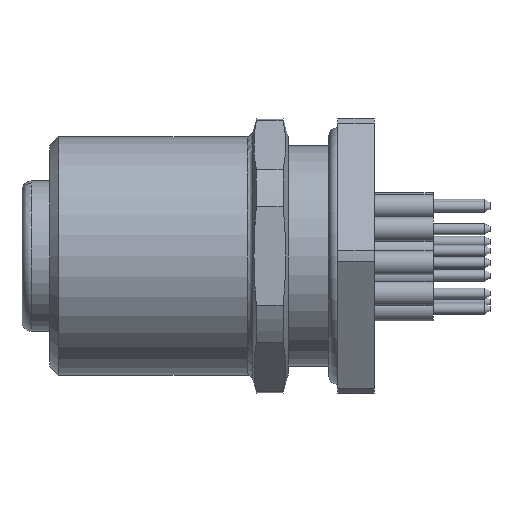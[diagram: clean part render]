
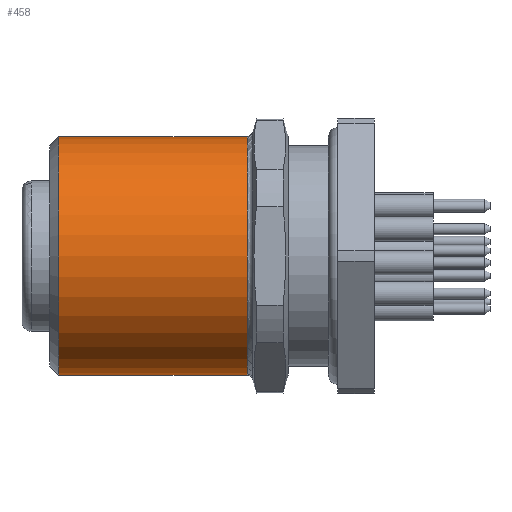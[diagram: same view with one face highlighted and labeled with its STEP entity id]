
A CAD part, front view. The second image highlights one B-rep face of the part: STEP entity #458.
In plain terms, the highlighted cylindrical face has radius 6.5 mm (diameter 13 mm), a full revolution.
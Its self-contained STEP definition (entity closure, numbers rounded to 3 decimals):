
#288=FACE_BOUND('',#776,.T.);
#289=FACE_BOUND('',#777,.T.);
#458=ADVANCED_FACE('',(#288,#289),#550,.T.);
#550=CYLINDRICAL_SURFACE('',#2038,6.5);
#776=EDGE_LOOP('',(#1260));
#777=EDGE_LOOP('',(#1261));
#962=CIRCLE('',#2036,6.5);
#963=CIRCLE('',#2037,6.5);
#1260=ORIENTED_EDGE('',*,*,#1708,.T.);
#1261=ORIENTED_EDGE('',*,*,#1709,.T.);
#1516=VERTEX_POINT('',#3129);
#1517=VERTEX_POINT('',#3131);
#1708=EDGE_CURVE('',#1516,#1516,#962,.T.);
#1709=EDGE_CURVE('',#1517,#1517,#963,.T.);
#2036=AXIS2_PLACEMENT_3D('',#3128,#2538,#2539);
#2037=AXIS2_PLACEMENT_3D('',#3130,#2540,#2541);
#2038=AXIS2_PLACEMENT_3D('',#3132,#2542,#2543);
#2538=DIRECTION('',(-1.,0.,0.));
#2539=DIRECTION('',(0.,0.,-1.));
#2540=DIRECTION('',(1.,0.,0.));
#2541=DIRECTION('',(0.,0.,1.));
#2542=DIRECTION('',(-1.,0.,0.));
#2543=DIRECTION('',(0.,0.,-1.));
#3128=CARTESIAN_POINT('',(12.27,0.,0.));
#3129=CARTESIAN_POINT('',(12.27,0.,-6.5));
#3130=CARTESIAN_POINT('',(2.,0.,0.));
#3131=CARTESIAN_POINT('',(2.,0.,6.5));
#3132=CARTESIAN_POINT('',(1.5,0.,0.));
